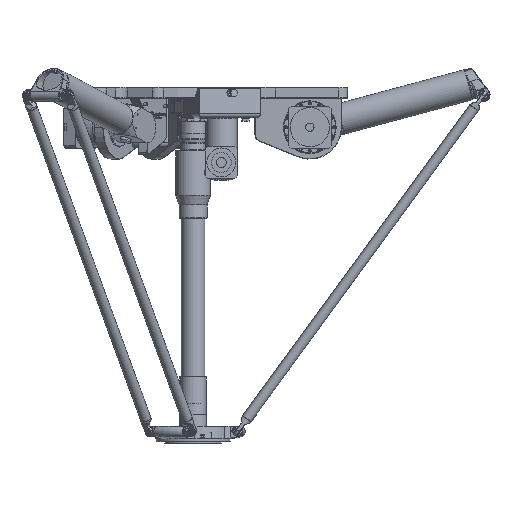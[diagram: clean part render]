
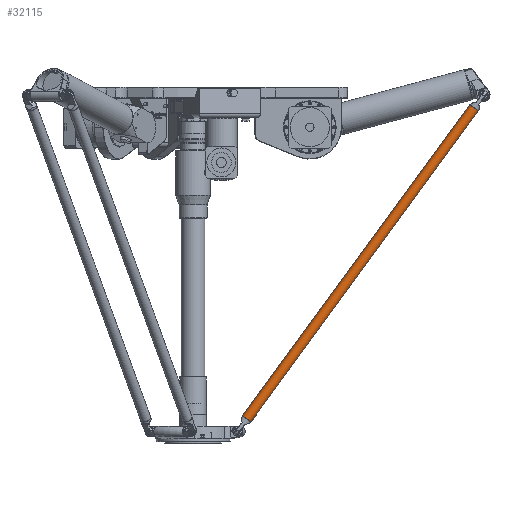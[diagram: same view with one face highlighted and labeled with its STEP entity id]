
A CAD part, front view. The second image highlights one B-rep face of the part: STEP entity #32115.
In plain terms, the highlighted cylindrical face has radius 15 mm (diameter 30 mm), a full revolution.
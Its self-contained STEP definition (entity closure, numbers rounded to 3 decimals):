
#1229=FACE_BOUND('',#8989,.T.);
#3565=CIRCLE('',#35651,15.);
#3566=CIRCLE('',#35653,15.);
#4481=CYLINDRICAL_SURFACE('',#35667,15.);
#6222=FACE_OUTER_BOUND('',#8988,.T.);
#8988=EDGE_LOOP('',(#27833));
#8989=EDGE_LOOP('',(#27834));
#16570=VERTEX_POINT('',#62347);
#16571=VERTEX_POINT('',#62350);
#20416=EDGE_CURVE('',#16570,#16570,#3565,.T.);
#20417=EDGE_CURVE('',#16571,#16571,#3566,.T.);
#27833=ORIENTED_EDGE('',*,*,#20417,.T.);
#27834=ORIENTED_EDGE('',*,*,#20416,.T.);
#32115=ADVANCED_FACE('',(#6222,#1229),#4481,.T.);
#35651=AXIS2_PLACEMENT_3D('',#62348,#44114,#44115);
#35653=AXIS2_PLACEMENT_3D('',#62351,#44118,#44119);
#35667=AXIS2_PLACEMENT_3D('',#62389,#44148,#44149);
#44114=DIRECTION('center_axis',(1.,0.,0.));
#44115=DIRECTION('ref_axis',(0.,0.,1.));
#44118=DIRECTION('center_axis',(-1.,0.,0.));
#44119=DIRECTION('ref_axis',(0.,0.,1.));
#44148=DIRECTION('center_axis',(-1.,0.,0.));
#44149=DIRECTION('ref_axis',(0.,0.,1.));
#62347=CARTESIAN_POINT('',(45.1,15.,0.));
#62348=CARTESIAN_POINT('Origin',(45.1,0.,0.));
#62350=CARTESIAN_POINT('',(1134.9,15.,0.));
#62351=CARTESIAN_POINT('Origin',(1134.9,0.,0.));
#62389=CARTESIAN_POINT('Origin',(45.,0.,0.));
